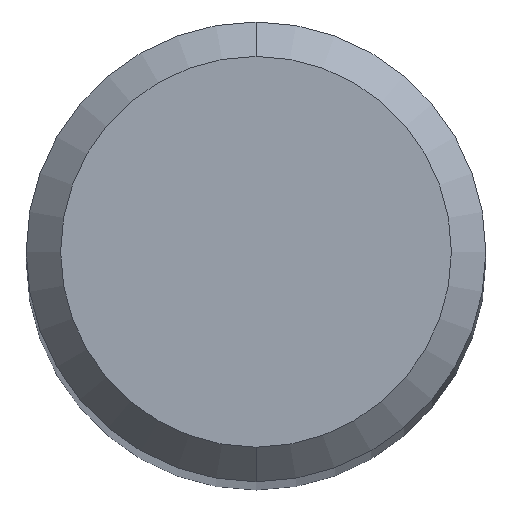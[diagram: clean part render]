
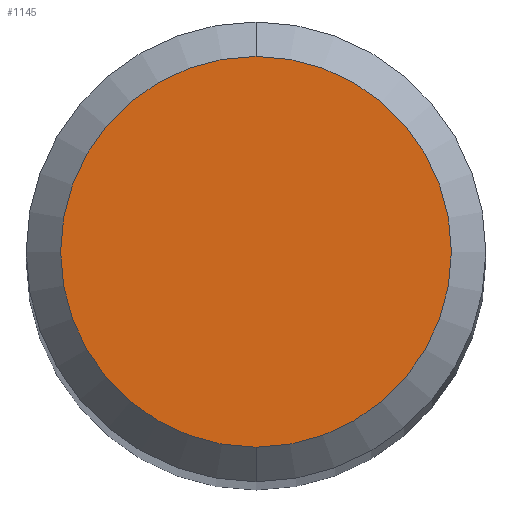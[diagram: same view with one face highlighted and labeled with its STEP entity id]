
A CAD part, top view. The second image highlights one B-rep face of the part: STEP entity #1145.
In plain terms, the highlighted planar face has unit normal (0, 0, 1).
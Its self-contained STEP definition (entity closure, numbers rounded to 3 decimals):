
#501=EDGE_CURVE('',#1051,#621,#1311,.T.);
#621=VERTEX_POINT('',#1441);
#835=EDGE_CURVE('',#621,#1051,#1679,.T.);
#1051=VERTEX_POINT('',#1912);
#1145=ADVANCED_FACE('',(#2011),#2012,.T.);
#1311=CIRCLE('',#2460,1.7);
#1441=CARTESIAN_POINT('',(0.0,1.7,0.0));
#1679=CIRCLE('',#3822,1.7);
#1912=CARTESIAN_POINT('',(0.,-1.7,0.0));
#2011=FACE_OUTER_BOUND('',#5010,.T.);
#2012=PLANE('',#5011);
#2460=AXIS2_PLACEMENT_3D('',#5517,#5518,#5519);
#3822=AXIS2_PLACEMENT_3D('',#5922,#5923,#5924);
#5010=EDGE_LOOP('',(#6270,#6271));
#5011=AXIS2_PLACEMENT_3D('',#6272,#6273,#6274);
#5517=CARTESIAN_POINT('',(0.0,0.0,0.0));
#5518=DIRECTION('',(0.0,0.0,-1.0));
#5519=DIRECTION('',(0.0,1.0,0.0));
#5922=CARTESIAN_POINT('',(0.0,0.0,0.0));
#5923=DIRECTION('',(0.0,0.0,-1.0));
#5924=DIRECTION('',(0.0,1.0,0.0));
#6270=ORIENTED_EDGE('',*,*,#835,.F.);
#6271=ORIENTED_EDGE('',*,*,#501,.F.);
#6272=CARTESIAN_POINT('',(0.0,0.85,0.0));
#6273=DIRECTION('',(-0.0,0.0,1.0));
#6274=DIRECTION('',(0.0,-1.0,0.0));
